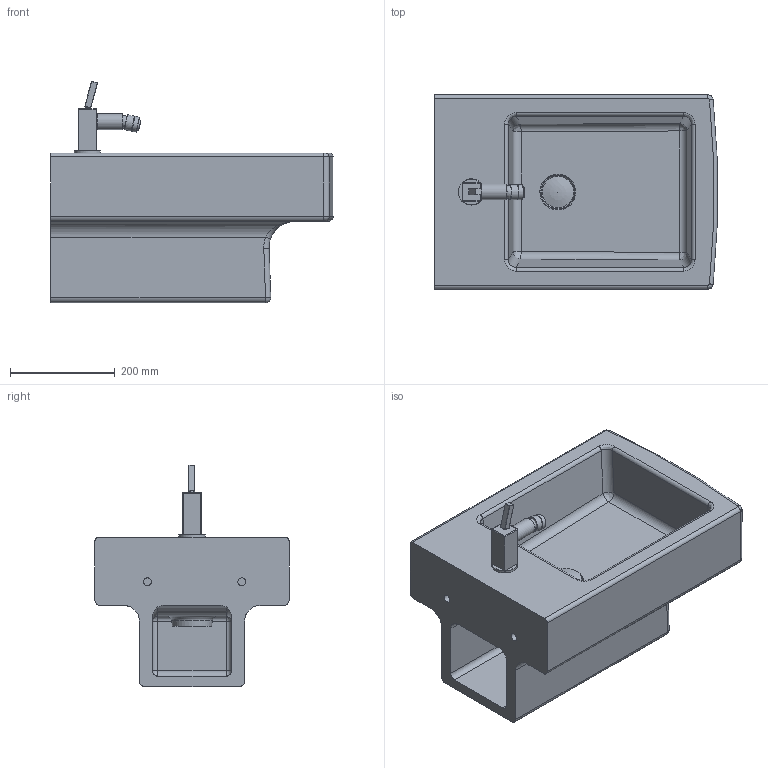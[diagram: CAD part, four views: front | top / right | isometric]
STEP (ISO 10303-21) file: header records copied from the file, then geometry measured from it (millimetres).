
FILE_DESCRIPTION((''),'2;1');
FILE_NAME('223915.stp','2008-11-20T19:39:24',('Huebner'),(''),'Autodesk Inventor 11','Autodesk Inventor 11','');
FILE_SCHEMA(('AUTOMOTIVE_DESIGN { 1 0 10303 214 1 1 1 1 }'));
Length unit declared in the file: millimetre
Products named in the file (10): 223915; VERO_BATERIE_BIDET; Baterie_VERO_BIDET_1; Kugel; Hebel1_VERO_BIDET; Neoperl2; Griff_VERO_BIDET; Kelch; Stopfen
Assembly tree (9 placements, depth 3):
  223915
    223915
    VERO_BATERIE_BIDET
      Baterie_VERO_BIDET_1
      Kugel
      Hebel1_VERO_BIDET
      Neoperl2
      Griff_VERO_BIDET
    Kelch
    Stopfen
Bounding box: 538.99 x 370 x 422.1 mm (x, y, z)
Volume: 19291077.3 mm3; surface area: 1256232.6 mm2
Topology: 8 solids, 8 shells, 218 faces, 505 edges, 282 vertices
Faces by surface type: cylinder 91, plane 64, bspline 27, sphere 17, torus 16, cone 3
Full cylindrical faces by diameter (mm): 15 x2, 16 x1, 20 x2, 27.695 x1, 29.133 x2, 30 x1, 35 x1, 42 x1, 44 x1, 50 x1, 52 x1, 60 x1
Entity records: 13490 total; most frequent: CARTESIAN_POINT 8601, DIRECTION 1057, ORIENTED_EDGE 880, EDGE_CURVE 440, AXIS2_PLACEMENT_3D 432, VERTEX_POINT 273, EDGE_LOOP 265, FACE_OUTER_BOUND 218
